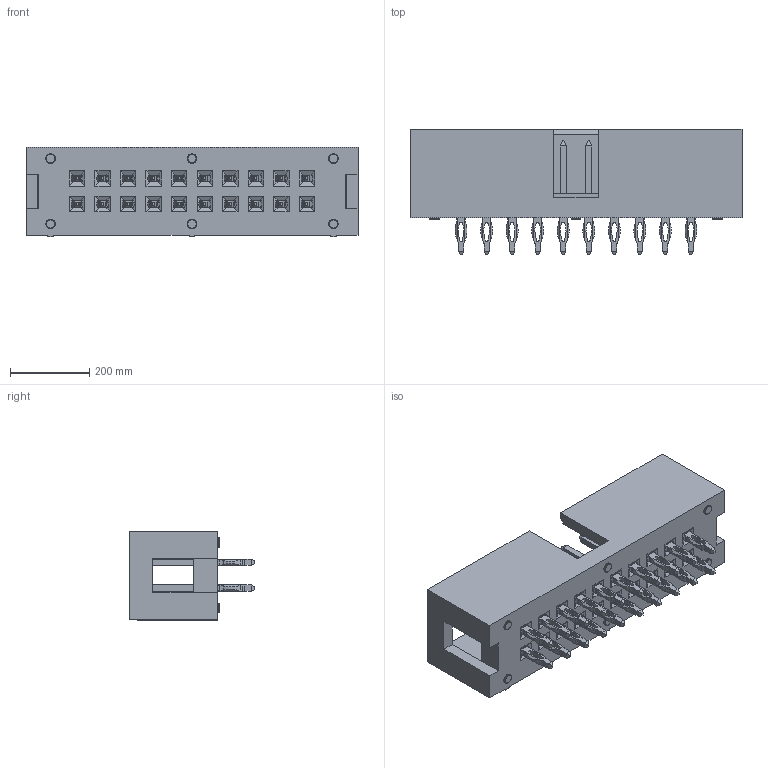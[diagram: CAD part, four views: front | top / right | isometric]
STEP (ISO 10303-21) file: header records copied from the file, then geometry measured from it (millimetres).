
FILE_DESCRIPTION( ('This file contains a STEP AP42 implementation' ,'as created by ZW3D STEP Interface translator.') ,'2;1' );
FILE_NAME( '3110-XXPXXBK00XX.stp' ,'2312 8.115613', (''), ('ZWCAD Software Co.'), 'Version 1.0', 'ZW3D to STEP translator', '' );
FILE_SCHEMA(('AUTOMOTIVE_DESIGN { 1 0 10303 214 1 1 1 1 }'));
Length unit declared in the file: millimetre
Products named in the file (2): 0; 3110-20pxxbk00xx
Bounding box: 838.71 x 316.23 x 227.33 mm (x, y, z)
Volume: 20319558.6 mm3; surface area: 1478848.8 mm2
Topology: 1 solids, 1 shells, 1123 faces, 3129 edges, 1970 vertices
Faces by surface type: plane 847, cylinder 264, torus 12
Entity records: 36976 total; most frequent: CARTESIAN_POINT 7015, ORIENTED_EDGE 6258, DIRECTION 5573, EDGE_CURVE 3129, VECTOR 2589, LINE 2589, VERTEX_POINT 1970, AXIS2_PLACEMENT_3D 1492
